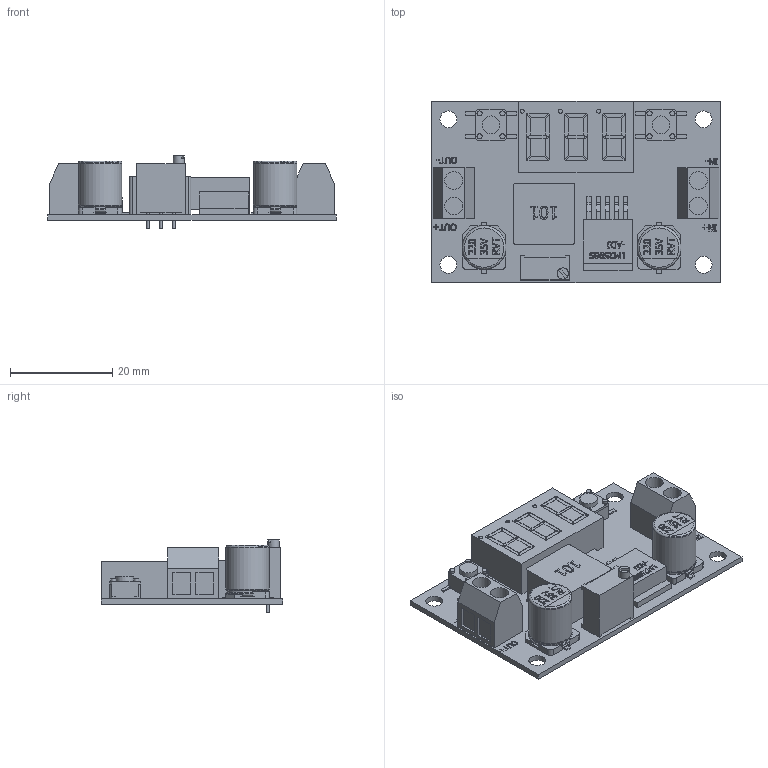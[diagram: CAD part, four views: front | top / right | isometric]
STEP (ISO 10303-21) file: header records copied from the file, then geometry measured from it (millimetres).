
FILE_DESCRIPTION(/* description */ (''),/* implementation_level */ '2;1');
FILE_NAME(/* name */ 'CN2596-2.stp',/* time_stamp */ '2016-12-15T13:21:21+02:00',/* author */ ('RDusak'),/* organization */ (''),/* preprocessor_version */ 'ST-DEVELOPER v16.1',/* originating_system */ 'Autodesk Inventor 2016',/* authorisation */ '');
FILE_SCHEMA (('AUTOMOTIVE_DESIGN { 1 0 10303 214 3 1 1 }'));
Length unit declared in the file: millimetre
Products named in the file (7): CN2596-2; LM2596S-ADJ; 3631AH-6.8P; PZ_PushButton; Trimpot_3296W; CAPAE-D8.0x10.2; CN2596-2_1
Assembly tree (8 placements, depth 2):
  CN2596-2_1
    CN2596-2
    LM2596S-ADJ
    3631AH-6.8P
    PZ_PushButton  x2
    Trimpot_3296W
    CAPAE-D8.0x10.2  x2
Bounding box: 56.5 x 35.51 x 14.15 mm (x, y, z)
Volume: 8863.2 mm3; surface area: 8884.9 mm2
Topology: 14 solids, 14 shells, 1432 faces, 3718 edges, 2446 vertices
Faces by surface type: plane 939, bspline 407, cylinder 76, torus 10
Full cylindrical faces by diameter (mm): 0.51 x3, 0.8 x7, 1 x8, 1.1 x4, 2.19 x1, 3.3 x4, 3.5 x6, 8.2 x2, 8.5 x2
Entity records: 37346 total; most frequent: CARTESIAN_POINT 10862, ORIENTED_EDGE 5922, DIRECTION 4079, EDGE_CURVE 2955, LINE 2171, VECTOR 2171, VERTEX_POINT 1969, EDGE_LOOP 1298
